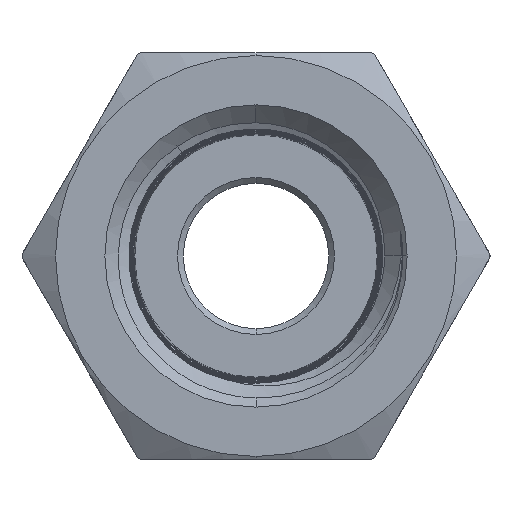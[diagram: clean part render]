
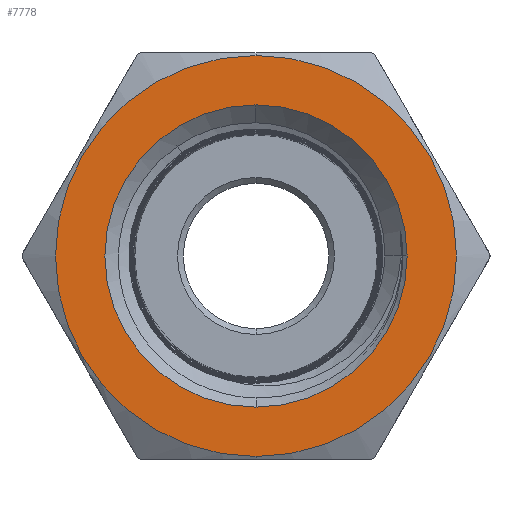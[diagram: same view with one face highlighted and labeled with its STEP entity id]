
A CAD part, front view. The second image highlights one B-rep face of the part: STEP entity #7778.
In plain terms, the highlighted planar face has unit normal (0, -1, 0).
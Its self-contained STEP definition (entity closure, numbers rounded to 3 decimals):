
#939 = DIRECTION ( 'NONE',  ( 0., 1., 0. ) ) ;
#969 = DIRECTION ( 'NONE',  ( 0., 0., -1. ) ) ;
#1083 = AXIS2_PLACEMENT_3D ( 'NONE', #7174, #16522, #8508 ) ;
#1153 = CARTESIAN_POINT ( 'NONE',  ( 0., -14.5, -6.9 ) ) ;
#3199 = CARTESIAN_POINT ( 'NONE',  ( 0., -14.5, 0. ) ) ;
#3339 = PLANE ( 'NONE',  #8230 ) ;
#3630 = CIRCLE ( 'NONE', #1083, 5.2 ) ;
#4018 = VERTEX_POINT ( 'NONE', #16656 ) ;
#4069 = FACE_BOUND ( 'NONE', #16401, .T. ) ;
#4245 = CARTESIAN_POINT ( 'NONE',  ( 0., -14.5, 5.2 ) ) ;
#4519 = DIRECTION ( 'NONE',  ( 0., 0., 1. ) ) ;
#4656 = DIRECTION ( 'NONE',  ( 0., -1., 0. ) ) ;
#5010 = AXIS2_PLACEMENT_3D ( 'NONE', #3199, #12463, #4519 ) ;
#5083 = AXIS2_PLACEMENT_3D ( 'NONE', #8832, #939, #10188 ) ;
#5434 = VERTEX_POINT ( 'NONE', #1153 ) ;
#5757 = DIRECTION ( 'NONE',  ( 0., 1., 0. ) ) ;
#5810 = CARTESIAN_POINT ( 'NONE',  ( 5.2, -14.5, 0. ) ) ;
#6612 = CIRCLE ( 'NONE', #5083, 5.2 ) ;
#7174 = CARTESIAN_POINT ( 'NONE',  ( 0., -14.5, 0. ) ) ;
#7391 = CIRCLE ( 'NONE', #5010, 6.9 ) ;
#7778 = ADVANCED_FACE ( 'NONE', ( #4069, #10689 ), #3339, .T. ) ;
#8230 = AXIS2_PLACEMENT_3D ( 'NONE', #9937, #4656, #13943 ) ;
#8314 = EDGE_CURVE ( 'NONE', #5434, #13477, #10886, .T. ) ;
#8508 = DIRECTION ( 'NONE',  ( 1., 0., 0. ) ) ;
#8763 = EDGE_CURVE ( 'NONE', #17176, #4018, #3630, .T. ) ;
#8832 = CARTESIAN_POINT ( 'NONE',  ( 0., -14.5, 0. ) ) ;
#8862 = DIRECTION ( 'NONE',  ( 0., 1., 0. ) ) ;
#9207 = ORIENTED_EDGE ( 'NONE', *, *, #8763, .T. ) ;
#9492 = CIRCLE ( 'NONE', #14274, 5.2 ) ;
#9937 = CARTESIAN_POINT ( 'NONE',  ( 0., -14.5, 0. ) ) ;
#10119 = ORIENTED_EDGE ( 'NONE', *, *, #14806, .F. ) ;
#10188 = DIRECTION ( 'NONE',  ( 1., 0., 0. ) ) ;
#10574 = EDGE_CURVE ( 'NONE', #11668, #17176, #6612, .T. ) ;
#10689 = FACE_OUTER_BOUND ( 'NONE', #12515, .T. ) ;
#10822 = ORIENTED_EDGE ( 'NONE', *, *, #8314, .F. ) ;
#10886 = CIRCLE ( 'NONE', #11485, 6.9 ) ;
#11456 = ORIENTED_EDGE ( 'NONE', *, *, #10574, .T. ) ;
#11485 = AXIS2_PLACEMENT_3D ( 'NONE', #13735, #5757, #15090 ) ;
#11633 = CARTESIAN_POINT ( 'NONE',  ( 0., -14.5, 6.9 ) ) ;
#11668 = VERTEX_POINT ( 'NONE', #4245 ) ;
#11739 = ORIENTED_EDGE ( 'NONE', *, *, #14483, .T. ) ;
#12463 = DIRECTION ( 'NONE',  ( 0., 1., 0. ) ) ;
#12515 = EDGE_LOOP ( 'NONE', ( #10119, #10822 ) ) ;
#13477 = VERTEX_POINT ( 'NONE', #11633 ) ;
#13735 = CARTESIAN_POINT ( 'NONE',  ( 0., -14.5, 0. ) ) ;
#13943 = DIRECTION ( 'NONE',  ( 0., 0., -1. ) ) ;
#14274 = AXIS2_PLACEMENT_3D ( 'NONE', #16869, #8862, #969 ) ;
#14483 = EDGE_CURVE ( 'NONE', #4018, #11668, #9492, .T. ) ;
#14806 = EDGE_CURVE ( 'NONE', #13477, #5434, #7391, .T. ) ;
#15090 = DIRECTION ( 'NONE',  ( 0., 0., 1. ) ) ;
#16401 = EDGE_LOOP ( 'NONE', ( #11739, #11456, #9207 ) ) ;
#16522 = DIRECTION ( 'NONE',  ( 0., 1., 0. ) ) ;
#16656 = CARTESIAN_POINT ( 'NONE',  ( 0., -14.5, -5.2 ) ) ;
#16869 = CARTESIAN_POINT ( 'NONE',  ( 0., -14.5, 0. ) ) ;
#17176 = VERTEX_POINT ( 'NONE', #5810 ) ;
